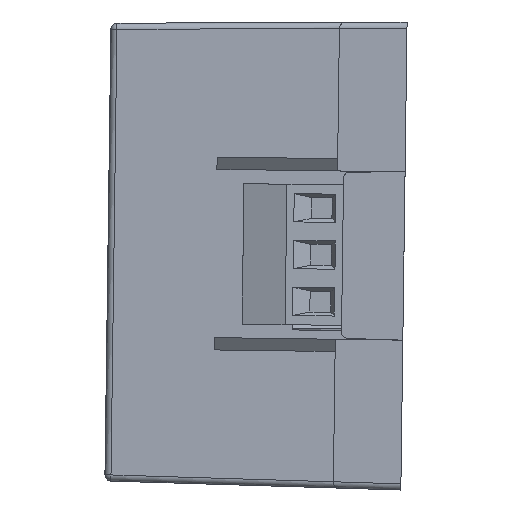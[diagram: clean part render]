
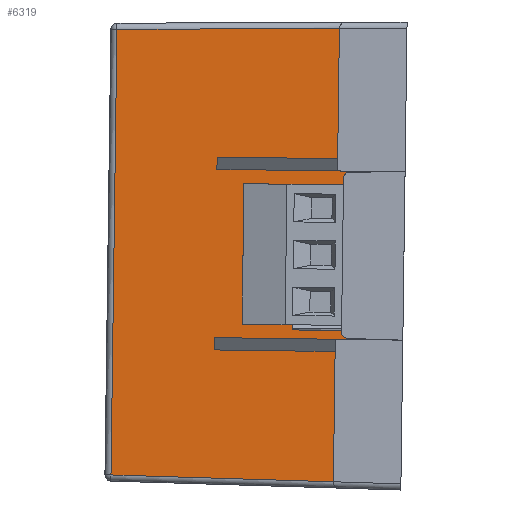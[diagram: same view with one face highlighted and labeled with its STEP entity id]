
A CAD part, left-side view. The second image highlights one B-rep face of the part: STEP entity #6319.
In plain terms, the highlighted face is planar.
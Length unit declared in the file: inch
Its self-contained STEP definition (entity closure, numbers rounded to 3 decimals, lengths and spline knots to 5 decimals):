
#148 = LINE ( 'NONE', #1566, #156 ) ;
#156 = VECTOR ( 'NONE', #11580, 39.37008 ) ;
#237 = LINE ( 'NONE', #6488, #4201 ) ;
#298 = ORIENTED_EDGE ( 'NONE', *, *, #13341, .T. ) ;
#402 = EDGE_LOOP ( 'NONE', ( #8772, #2242, #12255, #11543, #2571, #5730, #10173, #6427, #298, #16353, #13051, #16316 ) ) ;
#739 = CARTESIAN_POINT ( 'NONE',  ( 1.32368, -0.29724, 0.26969 ) ) ;
#747 = DIRECTION ( 'NONE',  ( 1., 0.017, 0. ) ) ;
#792 = EDGE_CURVE ( 'NONE', #14231, #4994, #5883, .T. ) ;
#867 = LINE ( 'NONE', #3275, #10232 ) ;
#882 = VECTOR ( 'NONE', #10224, 39.37008 ) ;
#1486 = EDGE_CURVE ( 'NONE', #4411, #6484, #4892, .T. ) ;
#1566 = CARTESIAN_POINT ( 'NONE',  ( 1.31625, 0.12855, 0.30906 ) ) ;
#1791 = EDGE_CURVE ( 'NONE', #4184, #3082, #12134, .T. ) ;
#1906 = PLANE ( 'NONE',  #9987 ) ;
#1974 = CARTESIAN_POINT ( 'NONE',  ( 1.32368, -0.29724, -0.26969 ) ) ;
#1988 = CARTESIAN_POINT ( 'NONE',  ( 1.32677, -0.47441, 0.07369 ) ) ;
#2242 = ORIENTED_EDGE ( 'NONE', *, *, #2969, .T. ) ;
#2397 = LINE ( 'NONE', #7488, #14305 ) ;
#2571 = ORIENTED_EDGE ( 'NONE', *, *, #5991, .T. ) ;
#2969 = EDGE_CURVE ( 'NONE', #7337, #11366, #12724, .T. ) ;
#3082 = VERTEX_POINT ( 'NONE', #6873 ) ;
#3153 = LINE ( 'NONE', #9415, #4368 ) ;
#3248 = VERTEX_POINT ( 'NONE', #10437 ) ;
#3275 = CARTESIAN_POINT ( 'NONE',  ( 1.32299, -0.25787, -0.72654 ) ) ;
#3286 = VECTOR ( 'NONE', #16198, 39.37008 ) ;
#3460 = VECTOR ( 'NONE', #5710, 39.37008 ) ;
#3461 = CARTESIAN_POINT ( 'NONE',  ( 1.31625, 0.12855, -0.30906 ) ) ;
#3627 = EDGE_CURVE ( 'NONE', #14897, #3248, #867, .T. ) ;
#3803 = DIRECTION ( 'NONE',  ( 0., 0., -1. ) ) ;
#3823 = EDGE_CURVE ( 'NONE', #4184, #11366, #6013, .T. ) ;
#4029 = EDGE_CURVE ( 'NONE', #6844, #11950, #3153, .T. ) ;
#4184 = VERTEX_POINT ( 'NONE', #1974 ) ;
#4201 = VECTOR ( 'NONE', #14421, 39.37008 ) ;
#4231 = DIRECTION ( 'NONE',  ( 0.017, -1., 0.017 ) ) ;
#4232 = LINE ( 'NONE', #5407, #6845 ) ;
#4246 = DIRECTION ( 'NONE',  ( 0.017, -1., -0.013 ) ) ;
#4368 = VECTOR ( 'NONE', #4231, 39.37008 ) ;
#4411 = VERTEX_POINT ( 'NONE', #12652 ) ;
#4459 = DIRECTION ( 'NONE',  ( -0.017, 1., 0. ) ) ;
#4892 = LINE ( 'NONE', #12325, #12274 ) ;
#4994 = VERTEX_POINT ( 'NONE', #12830 ) ;
#5407 = CARTESIAN_POINT ( 'NONE',  ( 1.32299, -0.25787, -0.30906 ) ) ;
#5710 = DIRECTION ( 'NONE',  ( 0.017, -1., 0. ) ) ;
#5730 = ORIENTED_EDGE ( 'NONE', *, *, #792, .T. ) ;
#5883 = LINE ( 'NONE', #3461, #3460 ) ;
#5991 = EDGE_CURVE ( 'NONE', #3082, #14231, #6030, .T. ) ;
#6013 = LINE ( 'NONE', #11103, #3286 ) ;
#6030 = LINE ( 'NONE', #8845, #11079 ) ;
#6319 = ADVANCED_FACE ( 'NONE', ( #10849 ), #1906, .T. ) ;
#6373 = CARTESIAN_POINT ( 'NONE',  ( 1.31625, 0.12855, 0.26969 ) ) ;
#6427 = ORIENTED_EDGE ( 'NONE', *, *, #3627, .T. ) ;
#6484 = VERTEX_POINT ( 'NONE', #9845 ) ;
#6488 = CARTESIAN_POINT ( 'NONE',  ( 1.31055, 0.45507, -0.71409 ) ) ;
#6844 = VERTEX_POINT ( 'NONE', #12821 ) ;
#6845 = VECTOR ( 'NONE', #10516, 39.37008 ) ;
#6873 = CARTESIAN_POINT ( 'NONE',  ( 1.31625, 0.12855, -0.26969 ) ) ;
#7337 = VERTEX_POINT ( 'NONE', #13960 ) ;
#7488 = CARTESIAN_POINT ( 'NONE',  ( 1.32299, -0.25787, 0.72654 ) ) ;
#7756 = EDGE_CURVE ( 'NONE', #6484, #7337, #148, .T. ) ;
#7943 = CARTESIAN_POINT ( 'NONE',  ( 1.31625, 0.12855, -0.30906 ) ) ;
#8625 = EDGE_CURVE ( 'NONE', #4994, #14897, #4232, .T. ) ;
#8769 = DIRECTION ( 'NONE',  ( 0., 0., -1. ) ) ;
#8772 = ORIENTED_EDGE ( 'NONE', *, *, #7756, .T. ) ;
#8845 = CARTESIAN_POINT ( 'NONE',  ( 1.31625, 0.12855, -0.26969 ) ) ;
#9415 = CARTESIAN_POINT ( 'NONE',  ( 1.31055, 0.45507, 0.71409 ) ) ;
#9845 = CARTESIAN_POINT ( 'NONE',  ( 1.31625, 0.12855, 0.30906 ) ) ;
#9987 = AXIS2_PLACEMENT_3D ( 'NONE', #1988, #747, #4246 ) ;
#10173 = ORIENTED_EDGE ( 'NONE', *, *, #8625, .T. ) ;
#10224 = DIRECTION ( 'NONE',  ( 0.017, -1., 0. ) ) ;
#10232 = VECTOR ( 'NONE', #14486, 39.37008 ) ;
#10437 = CARTESIAN_POINT ( 'NONE',  ( 1.31055, 0.45507, -0.71409 ) ) ;
#10516 = DIRECTION ( 'NONE',  ( 0., 0., -1. ) ) ;
#10685 = VECTOR ( 'NONE', #4459, 39.37008 ) ;
#10849 = FACE_OUTER_BOUND ( 'NONE', #402, .T. ) ;
#11079 = VECTOR ( 'NONE', #8769, 39.37008 ) ;
#11082 = DIRECTION ( 'NONE',  ( -0.017, 1., 0. ) ) ;
#11103 = CARTESIAN_POINT ( 'NONE',  ( 1.32368, -0.29724, 0.75 ) ) ;
#11366 = VERTEX_POINT ( 'NONE', #739 ) ;
#11543 = ORIENTED_EDGE ( 'NONE', *, *, #1791, .T. ) ;
#11580 = DIRECTION ( 'NONE',  ( 0., 0., -1. ) ) ;
#11632 = EDGE_CURVE ( 'NONE', #11950, #4411, #2397, .T. ) ;
#11950 = VERTEX_POINT ( 'NONE', #15755 ) ;
#12134 = LINE ( 'NONE', #13477, #10685 ) ;
#12255 = ORIENTED_EDGE ( 'NONE', *, *, #3823, .F. ) ;
#12274 = VECTOR ( 'NONE', #11082, 39.37008 ) ;
#12325 = CARTESIAN_POINT ( 'NONE',  ( 1.32299, -0.25787, 0.30906 ) ) ;
#12652 = CARTESIAN_POINT ( 'NONE',  ( 1.32299, -0.25787, 0.30906 ) ) ;
#12724 = LINE ( 'NONE', #6373, #882 ) ;
#12821 = CARTESIAN_POINT ( 'NONE',  ( 1.31055, 0.45507, 0.71409 ) ) ;
#12830 = CARTESIAN_POINT ( 'NONE',  ( 1.32299, -0.25787, -0.30906 ) ) ;
#13051 = ORIENTED_EDGE ( 'NONE', *, *, #11632, .T. ) ;
#13267 = CARTESIAN_POINT ( 'NONE',  ( 1.32299, -0.25787, -0.72654 ) ) ;
#13341 = EDGE_CURVE ( 'NONE', #3248, #6844, #237, .T. ) ;
#13477 = CARTESIAN_POINT ( 'NONE',  ( 1.32368, -0.29724, -0.26969 ) ) ;
#13960 = CARTESIAN_POINT ( 'NONE',  ( 1.31625, 0.12855, 0.26969 ) ) ;
#14231 = VERTEX_POINT ( 'NONE', #7943 ) ;
#14305 = VECTOR ( 'NONE', #3803, 39.37008 ) ;
#14421 = DIRECTION ( 'NONE',  ( 0., 0., 1. ) ) ;
#14486 = DIRECTION ( 'NONE',  ( -0.017, 1., 0.017 ) ) ;
#14897 = VERTEX_POINT ( 'NONE', #13267 ) ;
#15755 = CARTESIAN_POINT ( 'NONE',  ( 1.32299, -0.25787, 0.72654 ) ) ;
#16198 = DIRECTION ( 'NONE',  ( 0., 0., 1. ) ) ;
#16316 = ORIENTED_EDGE ( 'NONE', *, *, #1486, .T. ) ;
#16353 = ORIENTED_EDGE ( 'NONE', *, *, #4029, .T. ) ;
